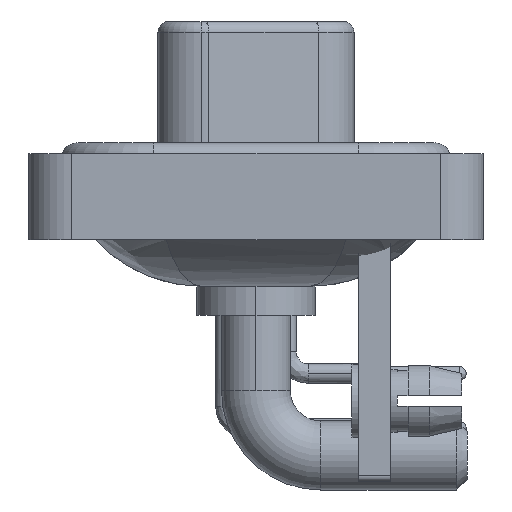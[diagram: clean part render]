
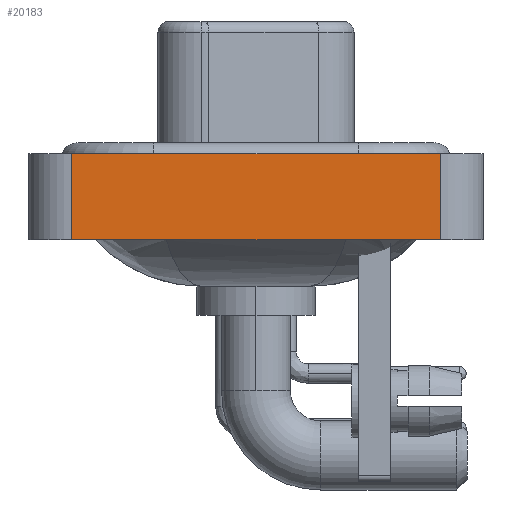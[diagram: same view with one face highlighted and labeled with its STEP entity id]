
A CAD part, left-side view. The second image highlights one B-rep face of the part: STEP entity #20183.
In plain terms, the highlighted planar face has unit normal (-1, 0, 0).
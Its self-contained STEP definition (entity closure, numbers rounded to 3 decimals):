
#103 = CARTESIAN_POINT ( 'NONE',  ( -7.35, -8.55, -3.6 ) ) ;
#818 = CARTESIAN_POINT ( 'NONE',  ( -7.35, -8.55, -3.6 ) ) ;
#2215 = DIRECTION ( 'NONE',  ( 0., -1., 0. ) ) ;
#2584 = LINE ( 'NONE', #103, #4426 ) ;
#2798 = ORIENTED_EDGE ( 'NONE', *, *, #5507, .T. ) ;
#3263 = CARTESIAN_POINT ( 'NONE',  ( -7.35, 8.55, 0.4 ) ) ;
#4168 = CARTESIAN_POINT ( 'NONE',  ( -7.35, 8.55, -3.6 ) ) ;
#4316 = DIRECTION ( 'NONE',  ( 0., 0., 1. ) ) ;
#4426 = VECTOR ( 'NONE', #30655, 1000. ) ;
#5033 = VECTOR ( 'NONE', #17652, 1000. ) ;
#5361 = VERTEX_POINT ( 'NONE', #18203 ) ;
#5507 = EDGE_CURVE ( 'NONE', #5361, #18284, #2584, .T. ) ;
#6459 = ORIENTED_EDGE ( 'NONE', *, *, #21858, .T. ) ;
#7043 = VECTOR ( 'NONE', #4316, 1000. ) ;
#7131 = AXIS2_PLACEMENT_3D ( 'NONE', #24988, #27608, #22958 ) ;
#8623 = FACE_OUTER_BOUND ( 'NONE', #11414, .T. ) ;
#9122 = ORIENTED_EDGE ( 'NONE', *, *, #14818, .F. ) ;
#10416 = VERTEX_POINT ( 'NONE', #3263 ) ;
#11414 = EDGE_LOOP ( 'NONE', ( #2798, #28446, #9122, #6459 ) ) ;
#13607 = PLANE ( 'NONE',  #7131 ) ;
#14818 = EDGE_CURVE ( 'NONE', #27706, #10416, #16150, .T. ) ;
#16150 = LINE ( 'NONE', #4168, #7043 ) ;
#16323 = CARTESIAN_POINT ( 'NONE',  ( -7.35, 8.55, -3.6 ) ) ;
#16452 = CARTESIAN_POINT ( 'NONE',  ( -7.35, -8.55, 0.4 ) ) ;
#17652 = DIRECTION ( 'NONE',  ( 0., -1., 0. ) ) ;
#18203 = CARTESIAN_POINT ( 'NONE',  ( -7.35, -8.55, -3.6 ) ) ;
#18284 = VERTEX_POINT ( 'NONE', #16452 ) ;
#18752 = LINE ( 'NONE', #26637, #21779 ) ;
#20183 = ADVANCED_FACE ( 'NONE', ( #8623 ), #13607, .T. ) ;
#21779 = VECTOR ( 'NONE', #2215, 1000. ) ;
#21858 = EDGE_CURVE ( 'NONE', #27706, #5361, #22345, .T. ) ;
#22345 = LINE ( 'NONE', #818, #5033 ) ;
#22958 = DIRECTION ( 'NONE',  ( 0., 0., 1. ) ) ;
#24988 = CARTESIAN_POINT ( 'NONE',  ( -7.35, -8.55, -3.6 ) ) ;
#26062 = EDGE_CURVE ( 'NONE', #10416, #18284, #18752, .T. ) ;
#26637 = CARTESIAN_POINT ( 'NONE',  ( -7.35, -8.55, 0.4 ) ) ;
#27608 = DIRECTION ( 'NONE',  ( -1., 0., 0. ) ) ;
#27706 = VERTEX_POINT ( 'NONE', #16323 ) ;
#28446 = ORIENTED_EDGE ( 'NONE', *, *, #26062, .F. ) ;
#30655 = DIRECTION ( 'NONE',  ( 0., 0., 1. ) ) ;
